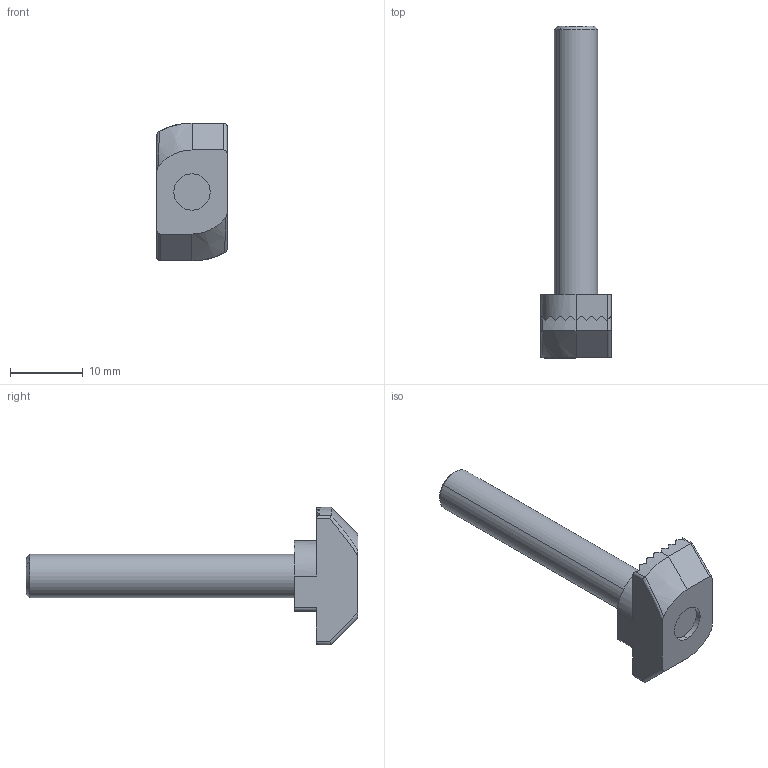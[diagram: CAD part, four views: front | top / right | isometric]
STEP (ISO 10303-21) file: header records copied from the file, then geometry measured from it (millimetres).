
FILE_DESCRIPTION (( 'STEP AP214' ), '1' );
FILE_NAME ('096hk1030m0640e.STEP', '2014-08-19T05:36:36', ( '' ), ( '' ), 'SwSTEP 2.0', 'SolidWorks 2014', '' );
FILE_SCHEMA (( 'AUTOMOTIVE_DESIGN' ));
Length unit declared in the file: millimetre
Products named in the file (3): 4din976m06_4 din 976 m06 45; 096h10430e_096 h 10 6 30 e (M6); 096hk1030m0640e
Assembly tree (2 placements, depth 2):
  096hk1030m0640e
    096h10430e_096 h 10 6 30 e (M6)
    4din976m06_4 din 976 m06 45
Bounding box: 9.7 x 45.75 x 19 mm (x, y, z)
Volume: 2218.4 mm3; surface area: 1732.2 mm2
Topology: 2 solids, 2 shells, 78 faces, 210 edges, 136 vertices
Faces by surface type: plane 40, cylinder 30, cone 6, bspline 2
Entity records: 2646 total; most frequent: CARTESIAN_POINT 697, ORIENTED_EDGE 420, DIRECTION 344, EDGE_CURVE 210, VERTEX_POINT 136, AXIS2_PLACEMENT_3D 115, LINE 114, VECTOR 114
